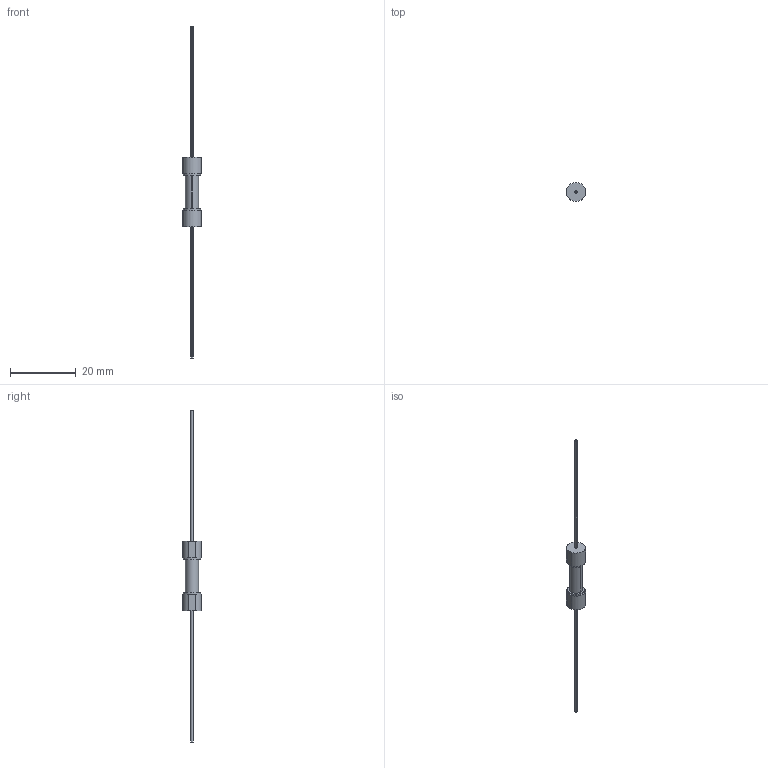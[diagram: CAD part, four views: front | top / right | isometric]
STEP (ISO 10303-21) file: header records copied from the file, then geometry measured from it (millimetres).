
FILE_DESCRIPTION((''),'1');
FILE_NAME('122','2001-05-15T',('jlue'),(''),'PRO/ENGINEER BY PARAMETRIC TECHNOLOGY CORPORATION, 9846','PRO/ENGINEER BY PARAMETRIC TECHNOLOGY CORPORATION, 9846','');
FILE_SCHEMA(('CONFIG_CONTROL_DESIGN'));
Length unit declared in the file: millimetre
Products named in the file (1): 122
Bounding box: 5.5 x 5.78 x 101.2 mm (x, y, z)
Surface area: 669.4 mm2 (no closed solid volume)
Topology: 0 solids, 0 shells, 36 faces, 158 edges, 156 vertices
Faces by surface type: cylinder 18, plane 14, torus 4
Entity records: 876 total; most frequent: DIRECTION 192, COMPOSITE_CURVE_SEGMENT 148, CARTESIAN_POINT 112, AXIS2_PLACEMENT_3D 80, TRIMMED_CURVE 76, CIRCLE 44, CURVE_BOUNDED_SURFACE 36, OUTER_BOUNDARY_CURVE 36
